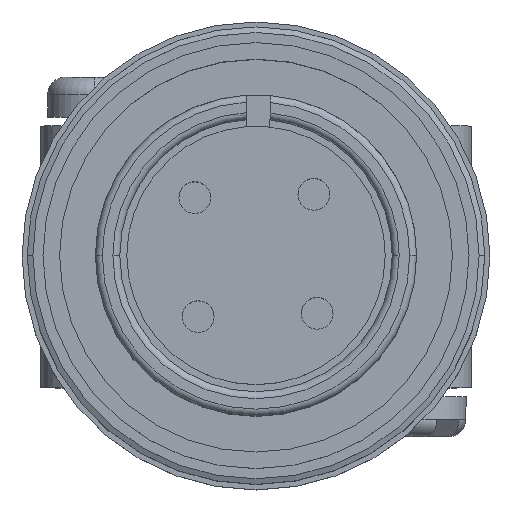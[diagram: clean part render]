
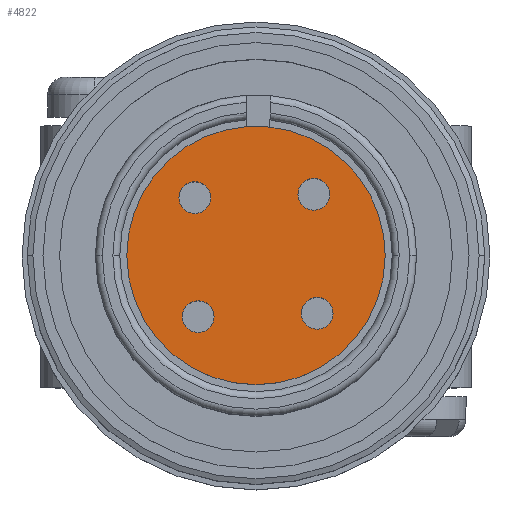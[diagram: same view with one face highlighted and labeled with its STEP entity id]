
A CAD part, top view. The second image highlights one B-rep face of the part: STEP entity #4822.
In plain terms, the highlighted planar face has unit normal (0, 0, 1).
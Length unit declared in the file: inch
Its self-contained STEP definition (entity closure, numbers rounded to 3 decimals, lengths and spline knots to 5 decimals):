
#30 = CARTESIAN_POINT ( 'NONE',  ( 0.22083, -0.16557, 4.41815 ) ) ;
#32 = CARTESIAN_POINT ( 'NONE',  ( 0.12967, -0.16557, 4.41815 ) ) ;
#38 = CARTESIAN_POINT ( 'NONE',  ( -0.22083, 0.16557, 4.41815 ) ) ;
#47 = CARTESIAN_POINT ( 'NONE',  ( -0.11999, -0.17525, 4.41815 ) ) ;
#49 = CARTESIAN_POINT ( 'NONE',  ( -0.21115, -0.17525, 4.41815 ) ) ;
#61 = VERTEX_POINT ( 'NONE', #94 ) ;
#64 = CARTESIAN_POINT ( 'NONE',  ( -0.37, 0., 4.41815 ) ) ;
#66 = CARTESIAN_POINT ( 'NONE',  ( 0.11999, 0.17525, 4.41815 ) ) ;
#67 = CARTESIAN_POINT ( 'NONE',  ( 0.37, 0., 4.41815 ) ) ;
#79 = CARTESIAN_POINT ( 'NONE',  ( 0.21115, 0.17525, 4.41815 ) ) ;
#85 = VERTEX_POINT ( 'NONE', #79 ) ;
#94 = CARTESIAN_POINT ( 'NONE',  ( -0.12967, 0.16557, 4.41815 ) ) ;
#104 = VERTEX_POINT ( 'NONE', #67 ) ;
#106 = VERTEX_POINT ( 'NONE', #66 ) ;
#112 = VERTEX_POINT ( 'NONE', #64 ) ;
#134 = VERTEX_POINT ( 'NONE', #49 ) ;
#136 = VERTEX_POINT ( 'NONE', #47 ) ;
#151 = VERTEX_POINT ( 'NONE', #32 ) ;
#155 = VERTEX_POINT ( 'NONE', #30 ) ;
#158 = VERTEX_POINT ( 'NONE', #38 ) ;
#331 = CIRCLE ( 'NONE', #3035, 0.04558 ) ;
#354 = CIRCLE ( 'NONE', #3022, 0.04558 ) ;
#361 = CIRCLE ( 'NONE', #3016, 0.04558 ) ;
#422 = EDGE_CURVE ( 'NONE', #85, #106, #361, .T. ) ;
#430 = EDGE_CURVE ( 'NONE', #155, #151, #354, .T. ) ;
#446 = EDGE_CURVE ( 'NONE', #136, #134, #331, .T. ) ;
#468 = EDGE_CURVE ( 'NONE', #61, #158, #8786, .T. ) ;
#474 = EDGE_CURVE ( 'NONE', #112, #10204, #8779, .T. ) ;
#476 = EDGE_CURVE ( 'NONE', #10204, #5583, #8774, .T. ) ;
#1154 = CARTESIAN_POINT ( 'NONE',  ( -0.0279, 0.36895, 4.41815 ) ) ;
#3016 = AXIS2_PLACEMENT_3D ( 'NONE', #9391, #9262, #9435 ) ;
#3022 = AXIS2_PLACEMENT_3D ( 'NONE', #9223, #9219, #9217 ) ;
#3035 = AXIS2_PLACEMENT_3D ( 'NONE', #9306, #9304, #9301 ) ;
#3050 = AXIS2_PLACEMENT_3D ( 'NONE', #6738, #6736, #6735 ) ;
#3053 = AXIS2_PLACEMENT_3D ( 'NONE', #6704, #6703, #6702 ) ;
#3240 = AXIS2_PLACEMENT_3D ( 'NONE', #6899, #6892, #6901 ) ;
#4507 = AXIS2_PLACEMENT_3D ( 'NONE', #8446, #8447, #8448 ) ;
#4508 = AXIS2_PLACEMENT_3D ( 'NONE', #8452, #8453, #8454 ) ;
#4511 = AXIS2_PLACEMENT_3D ( 'NONE', #8465, #8466, #8467 ) ;
#4512 = AXIS2_PLACEMENT_3D ( 'NONE', #8470, #8471, #8472 ) ;
#4522 = AXIS2_PLACEMENT_3D ( 'NONE', #8529, #8530, #8531 ) ;
#4537 = AXIS2_PLACEMENT_3D ( 'NONE', #8737, #8738, #8739 ) ;
#4822 = ADVANCED_FACE ( 'NONE', ( #7866, #7859, #7864, #7872, #7868 ), #6897, .T. ) ;
#5200 = EDGE_CURVE ( 'NONE', #158, #61, #5343, .T. ) ;
#5202 = EDGE_CURVE ( 'NONE', #5583, #104, #5339, .T. ) ;
#5209 = EDGE_CURVE ( 'NONE', #106, #85, #5327, .T. ) ;
#5210 = EDGE_CURVE ( 'NONE', #151, #155, #5326, .T. ) ;
#5234 = EDGE_CURVE ( 'NONE', #104, #112, #5287, .T. ) ;
#5263 = CIRCLE ( 'NONE', #4537, 0.04558 ) ;
#5287 = CIRCLE ( 'NONE', #4522, 0.37 ) ;
#5326 = CIRCLE ( 'NONE', #4512, 0.04558 ) ;
#5327 = CIRCLE ( 'NONE', #4511, 0.04558 ) ;
#5339 = CIRCLE ( 'NONE', #4508, 0.37 ) ;
#5343 = CIRCLE ( 'NONE', #4507, 0.04558 ) ;
#5482 = ORIENTED_EDGE ( 'NONE', *, *, #5209, .F. ) ;
#5483 = ORIENTED_EDGE ( 'NONE', *, *, #422, .F. ) ;
#5484 = ORIENTED_EDGE ( 'NONE', *, *, #5200, .F. ) ;
#5485 = ORIENTED_EDGE ( 'NONE', *, *, #468, .F. ) ;
#5486 = ORIENTED_EDGE ( 'NONE', *, *, #5210, .F. ) ;
#5487 = ORIENTED_EDGE ( 'NONE', *, *, #430, .F. ) ;
#5488 = ORIENTED_EDGE ( 'NONE', *, *, #5202, .F. ) ;
#5489 = ORIENTED_EDGE ( 'NONE', *, *, #5234, .F. ) ;
#5490 = ORIENTED_EDGE ( 'NONE', *, *, #474, .F. ) ;
#5491 = ORIENTED_EDGE ( 'NONE', *, *, #476, .F. ) ;
#5492 = ORIENTED_EDGE ( 'NONE', *, *, #6433, .F. ) ;
#5493 = ORIENTED_EDGE ( 'NONE', *, *, #446, .F. ) ;
#5583 = VERTEX_POINT ( 'NONE', #8687 ) ;
#6101 = EDGE_LOOP ( 'NONE', ( #5485, #5484 ) ) ;
#6177 = EDGE_LOOP ( 'NONE', ( #5493, #5492 ) ) ;
#6338 = EDGE_LOOP ( 'NONE', ( #5491, #5490, #5489, #5488 ) ) ;
#6381 = EDGE_LOOP ( 'NONE', ( #5483, #5482 ) ) ;
#6412 = EDGE_LOOP ( 'NONE', ( #5487, #5486 ) ) ;
#6433 = EDGE_CURVE ( 'NONE', #134, #136, #5263, .T. ) ;
#6693 = DIRECTION ( 'NONE',  ( 1., -0.016, 0. ) ) ;
#6694 = CARTESIAN_POINT ( 'NONE',  ( -0.36399, 0.37435, 4.41815 ) ) ;
#6702 = DIRECTION ( 'NONE',  ( -1., 0., 0. ) ) ;
#6703 = DIRECTION ( 'NONE',  ( 0., 0., -1. ) ) ;
#6704 = CARTESIAN_POINT ( 'NONE',  ( 0., 0., 4.41815 ) ) ;
#6735 = DIRECTION ( 'NONE',  ( 1., 0., 0. ) ) ;
#6736 = DIRECTION ( 'NONE',  ( 0., 0., 1. ) ) ;
#6738 = CARTESIAN_POINT ( 'NONE',  ( -0.17525, 0.16557, 4.41815 ) ) ;
#6892 = DIRECTION ( 'NONE',  ( 0., 0., 1. ) ) ;
#6897 = PLANE ( 'NONE',  #3240 ) ;
#6899 = CARTESIAN_POINT ( 'NONE',  ( -0.37, 0., 4.41815 ) ) ;
#6901 = DIRECTION ( 'NONE',  ( 1., 0., 0. ) ) ;
#7859 = FACE_OUTER_BOUND ( 'NONE', #6338, .T. ) ;
#7864 = FACE_BOUND ( 'NONE', #6412, .T. ) ;
#7866 = FACE_BOUND ( 'NONE', #6177, .T. ) ;
#7868 = FACE_BOUND ( 'NONE', #6381, .T. ) ;
#7872 = FACE_BOUND ( 'NONE', #6101, .T. ) ;
#8446 = CARTESIAN_POINT ( 'NONE',  ( -0.17525, 0.16557, 4.41815 ) ) ;
#8447 = DIRECTION ( 'NONE',  ( 0., 0., 1. ) ) ;
#8448 = DIRECTION ( 'NONE',  ( 1., 0., 0. ) ) ;
#8452 = CARTESIAN_POINT ( 'NONE',  ( 0., 0., 4.41815 ) ) ;
#8453 = DIRECTION ( 'NONE',  ( 0., 0., -1. ) ) ;
#8454 = DIRECTION ( 'NONE',  ( -1., 0., 0. ) ) ;
#8465 = CARTESIAN_POINT ( 'NONE',  ( 0.16557, 0.17525, 4.41815 ) ) ;
#8466 = DIRECTION ( 'NONE',  ( 0., 0., 1. ) ) ;
#8467 = DIRECTION ( 'NONE',  ( 1., 0., 0. ) ) ;
#8470 = CARTESIAN_POINT ( 'NONE',  ( 0.17525, -0.16557, 4.41815 ) ) ;
#8471 = DIRECTION ( 'NONE',  ( 0., 0., 1. ) ) ;
#8472 = DIRECTION ( 'NONE',  ( 1., 0., 0. ) ) ;
#8529 = CARTESIAN_POINT ( 'NONE',  ( 0., 0., 4.41815 ) ) ;
#8530 = DIRECTION ( 'NONE',  ( 0., 0., -1. ) ) ;
#8531 = DIRECTION ( 'NONE',  ( -1., 0., 0. ) ) ;
#8687 = CARTESIAN_POINT ( 'NONE',  ( 0.03974, 0.36786, 4.41815 ) ) ;
#8737 = CARTESIAN_POINT ( 'NONE',  ( -0.16557, -0.17525, 4.41815 ) ) ;
#8738 = DIRECTION ( 'NONE',  ( 0., 0., 1. ) ) ;
#8739 = DIRECTION ( 'NONE',  ( 1., 0., 0. ) ) ;
#8771 = VECTOR ( 'NONE', #6693, 39.37008 ) ;
#8774 = LINE ( 'NONE', #6694, #8771 ) ;
#8779 = CIRCLE ( 'NONE', #3053, 0.37 ) ;
#8786 = CIRCLE ( 'NONE', #3050, 0.04558 ) ;
#9217 = DIRECTION ( 'NONE',  ( 1., 0., 0. ) ) ;
#9219 = DIRECTION ( 'NONE',  ( 0., 0., 1. ) ) ;
#9223 = CARTESIAN_POINT ( 'NONE',  ( 0.17525, -0.16557, 4.41815 ) ) ;
#9262 = DIRECTION ( 'NONE',  ( 0., 0., 1. ) ) ;
#9301 = DIRECTION ( 'NONE',  ( 1., 0., 0. ) ) ;
#9304 = DIRECTION ( 'NONE',  ( 0., 0., 1. ) ) ;
#9306 = CARTESIAN_POINT ( 'NONE',  ( -0.16557, -0.17525, 4.41815 ) ) ;
#9391 = CARTESIAN_POINT ( 'NONE',  ( 0.16557, 0.17525, 4.41815 ) ) ;
#9435 = DIRECTION ( 'NONE',  ( 1., 0., 0. ) ) ;
#10204 = VERTEX_POINT ( 'NONE', #1154 ) ;
